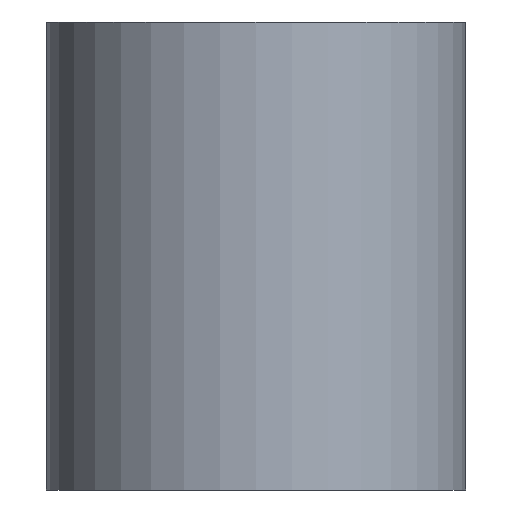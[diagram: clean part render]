
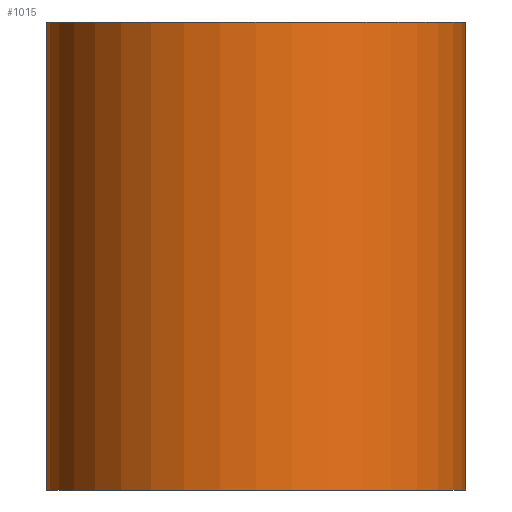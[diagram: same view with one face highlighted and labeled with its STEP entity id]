
A CAD part, left-side view. The second image highlights one B-rep face of the part: STEP entity #1015.
In plain terms, the highlighted cylindrical face has radius 43 mm (diameter 86 mm), a full revolution.
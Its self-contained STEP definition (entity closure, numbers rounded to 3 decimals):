
#15=ELLIPSE('',#1140,60.811,43.);
#16=ELLIPSE('',#1142,60.811,43.);
#17=ELLIPSE('',#1143,60.811,43.);
#90=CYLINDRICAL_SURFACE('',#1148,43.);
#142=FACE_OUTER_BOUND('',#215,.T.);
#215=EDGE_LOOP('',(#950,#951,#952,#953,#954,#955,#956,#957,#958,#959));
#291=LINE('',#1757,#367);
#292=LINE('',#1759,#368);
#293=LINE('',#1764,#369);
#367=VECTOR('',#1459,10.);
#368=VECTOR('',#1462,10.);
#369=VECTOR('',#1469,43.);
#428=CIRCLE('',#1136,43.);
#433=CIRCLE('',#1149,43.);
#434=CIRCLE('',#1150,43.);
#522=VERTEX_POINT('',#1737);
#524=VERTEX_POINT('',#1743);
#525=VERTEX_POINT('',#1744);
#526=VERTEX_POINT('',#1746);
#527=VERTEX_POINT('',#1748);
#528=VERTEX_POINT('',#1750);
#530=VERTEX_POINT('',#1761);
#661=EDGE_CURVE('',#522,#522,#428,.T.);
#663=EDGE_CURVE('',#524,#525,#15,.T.);
#665=EDGE_CURVE('',#527,#526,#16,.T.);
#666=EDGE_CURVE('',#528,#527,#17,.T.);
#670=EDGE_CURVE('',#526,#524,#291,.F.);
#671=EDGE_CURVE('',#525,#528,#292,.F.);
#672=EDGE_CURVE('',#527,#530,#433,.T.);
#673=EDGE_CURVE('',#530,#527,#434,.T.);
#674=EDGE_CURVE('',#530,#522,#293,.T.);
#950=ORIENTED_EDGE('',*,*,#672,.F.);
#951=ORIENTED_EDGE('',*,*,#665,.T.);
#952=ORIENTED_EDGE('',*,*,#670,.T.);
#953=ORIENTED_EDGE('',*,*,#663,.T.);
#954=ORIENTED_EDGE('',*,*,#671,.T.);
#955=ORIENTED_EDGE('',*,*,#666,.T.);
#956=ORIENTED_EDGE('',*,*,#673,.F.);
#957=ORIENTED_EDGE('',*,*,#674,.T.);
#958=ORIENTED_EDGE('',*,*,#661,.F.);
#959=ORIENTED_EDGE('',*,*,#674,.F.);
#1015=ADVANCED_FACE('',(#142),#90,.T.);
#1136=AXIS2_PLACEMENT_3D('',#1738,#1436,#1437);
#1140=AXIS2_PLACEMENT_3D('',#1745,#1444,#1445);
#1142=AXIS2_PLACEMENT_3D('',#1749,#1448,#1449);
#1143=AXIS2_PLACEMENT_3D('',#1751,#1450,#1451);
#1148=AXIS2_PLACEMENT_3D('',#1760,#1463,#1464);
#1149=AXIS2_PLACEMENT_3D('',#1762,#1465,#1466);
#1150=AXIS2_PLACEMENT_3D('',#1763,#1467,#1468);
#1436=DIRECTION('center_axis',(0.,0.,-1.));
#1437=DIRECTION('ref_axis',(1.,0.,0.));
#1444=DIRECTION('center_axis',(-0.707,0.,-0.707));
#1445=DIRECTION('ref_axis',(0.707,0.,-0.707));
#1448=DIRECTION('center_axis',(-0.707,0.,0.707));
#1449=DIRECTION('ref_axis',(-0.707,0.,-0.707));
#1450=DIRECTION('center_axis',(-0.707,0.,0.707));
#1451=DIRECTION('ref_axis',(-0.707,0.,-0.707));
#1459=DIRECTION('',(0.,0.,1.));
#1462=DIRECTION('',(0.,0.,-1.));
#1463=DIRECTION('center_axis',(0.,0.,1.));
#1464=DIRECTION('ref_axis',(1.,0.,0.));
#1465=DIRECTION('center_axis',(0.,0.,1.));
#1466=DIRECTION('ref_axis',(1.,0.,0.));
#1467=DIRECTION('center_axis',(0.,0.,1.));
#1468=DIRECTION('ref_axis',(1.,0.,0.));
#1469=DIRECTION('',(0.,0.,-1.));
#1737=CARTESIAN_POINT('',(-43.,0.,-10.));
#1738=CARTESIAN_POINT('Origin',(0.,0.,-10.));
#1743=CARTESIAN_POINT('',(1.,42.988,42.));
#1744=CARTESIAN_POINT('',(1.,-42.988,42.));
#1745=CARTESIAN_POINT('Origin',(0.,0.,43.));
#1746=CARTESIAN_POINT('',(1.,42.988,44.));
#1748=CARTESIAN_POINT('',(43.,0.,86.));
#1749=CARTESIAN_POINT('Origin',(0.,0.,43.));
#1750=CARTESIAN_POINT('',(1.,-42.988,44.));
#1751=CARTESIAN_POINT('Origin',(0.,0.,43.));
#1757=CARTESIAN_POINT('',(1.,42.988,0.));
#1759=CARTESIAN_POINT('',(1.,-42.988,0.));
#1760=CARTESIAN_POINT('Origin',(0.,0.,0.));
#1761=CARTESIAN_POINT('',(-43.,0.,86.));
#1762=CARTESIAN_POINT('Origin',(0.,0.,86.));
#1763=CARTESIAN_POINT('Origin',(0.,0.,86.));
#1764=CARTESIAN_POINT('',(-43.,0.,0.));
